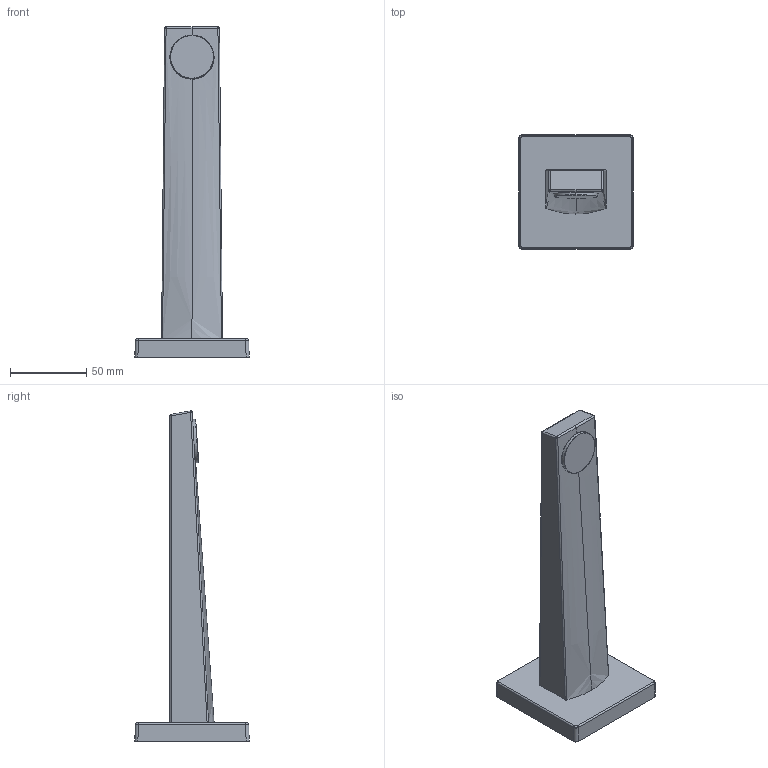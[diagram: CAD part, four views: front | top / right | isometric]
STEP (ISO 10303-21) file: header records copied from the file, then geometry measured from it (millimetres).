
FILE_DESCRIPTION (( 'STEP AP203' ), '1' );
FILE_NAME ('5765210033(2020).STEP', '2020-12-04T10:25:50', ( '' ), ( '' ), 'SwSTEP 2.0', 'SolidWorks 2016', '' );
FILE_SCHEMA (( 'CONFIG_CONTROL_DESIGN' ));
Length unit declared in the file: millimetre
Products named in the file (1): 5765210033(2020)
Bounding box: 75 x 75 x 216.82 mm (x, y, z)
Volume: 232794 mm3; surface area: 37535.8 mm2
Topology: 1 solids, 1 shells, 47 faces, 119 edges, 69 vertices
Faces by surface type: bspline 21, cylinder 15, plane 11
Entity records: 2161 total; most frequent: CARTESIAN_POINT 1150, ORIENTED_EDGE 224, DIRECTION 152, EDGE_CURVE 112, VERTEX_POINT 69, AXIS2_PLACEMENT_3D 57, EDGE_LOOP 49, ADVANCED_FACE 47
